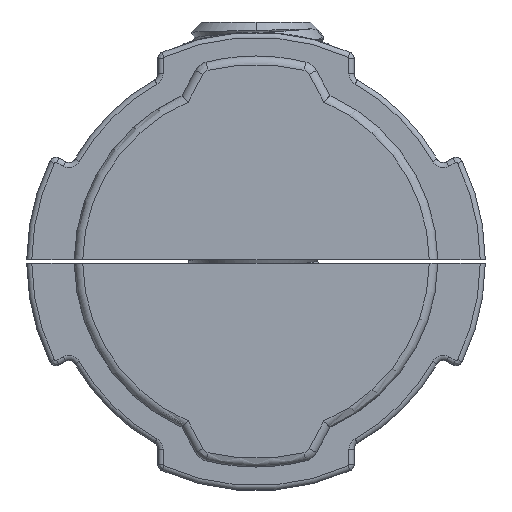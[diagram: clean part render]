
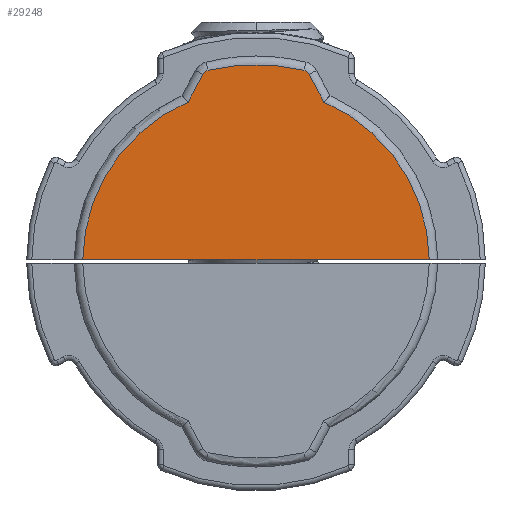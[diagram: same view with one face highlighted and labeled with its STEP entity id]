
A CAD part, left-side view. The second image highlights one B-rep face of the part: STEP entity #29248.
In plain terms, the highlighted planar face has unit normal (-1, 0, 0).
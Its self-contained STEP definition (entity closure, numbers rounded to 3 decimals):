
#99 = EDGE_CURVE ( 'NONE', #26231, #28585, #17521, .T. ) ;
#678 = ORIENTED_EDGE ( 'NONE', *, *, #15213, .F. ) ;
#2375 = CARTESIAN_POINT ( 'NONE',  ( -30.5, 0., 0. ) ) ;
#3147 = CARTESIAN_POINT ( 'NONE',  ( -30.5, 3.997, 9.384 ) ) ;
#4316 = DIRECTION ( 'NONE',  ( 0., 1., 0. ) ) ;
#4782 = CIRCLE ( 'NONE', #23212, 0.5 ) ;
#4808 = CARTESIAN_POINT ( 'NONE',  ( -30.5, -3.127, 11.006 ) ) ;
#5032 = DIRECTION ( 'NONE',  ( 0., -0.473, -0.881 ) ) ;
#5355 = DIRECTION ( 'NONE',  ( 0., 0.881, 0.473 ) ) ;
#5675 = LINE ( 'NONE', #23158, #31400 ) ;
#5716 = CARTESIAN_POINT ( 'NONE',  ( -30.5, 10.2, 0.1 ) ) ;
#6242 = DIRECTION ( 'NONE',  ( 1., 0., 0. ) ) ;
#6364 = ORIENTED_EDGE ( 'NONE', *, *, #99, .F. ) ;
#6809 = EDGE_CURVE ( 'NONE', #26201, #29013, #29412, .T. ) ;
#6864 = AXIS2_PLACEMENT_3D ( 'NONE', #30145, #10270, #20487 ) ;
#7268 = VECTOR ( 'NONE', #13904, 1000. ) ;
#7307 = AXIS2_PLACEMENT_3D ( 'NONE', #11050, #6242, #29077 ) ;
#7439 = DIRECTION ( 'NONE',  ( 0., -0.242, 0.97 ) ) ;
#7791 = EDGE_CURVE ( 'NONE', #29013, #21233, #4782, .T. ) ;
#9105 = DIRECTION ( 'NONE',  ( -1., 0., 0. ) ) ;
#9834 = CIRCLE ( 'NONE', #32398, 0.5 ) ;
#10270 = DIRECTION ( 'NONE',  ( 1., 0., 0. ) ) ;
#10345 = CARTESIAN_POINT ( 'NONE',  ( -30.5, 2.807, 11.255 ) ) ;
#11050 = CARTESIAN_POINT ( 'NONE',  ( -30.5, 0., 0. ) ) ;
#11753 = LINE ( 'NONE', #21781, #18899 ) ;
#13738 = FACE_OUTER_BOUND ( 'NONE', #29026, .T. ) ;
#13904 = DIRECTION ( 'NONE',  ( 0., -0.473, 0.881 ) ) ;
#15049 = DIRECTION ( 'NONE',  ( 0., 1., 0.01 ) ) ;
#15213 = EDGE_CURVE ( 'NONE', #28585, #19519, #29167, .T. ) ;
#15259 = CARTESIAN_POINT ( 'NONE',  ( -30.5, 2.686, 10.77 ) ) ;
#15821 = EDGE_CURVE ( 'NONE', #19709, #26231, #11753, .T. ) ;
#16213 = CARTESIAN_POINT ( 'NONE',  ( -30.5, -3.997, 9.384 ) ) ;
#17521 = CIRCLE ( 'NONE', #20662, 10.2 ) ;
#18058 = EDGE_CURVE ( 'NONE', #21112, #19709, #21530, .T. ) ;
#18702 = ORIENTED_EDGE ( 'NONE', *, *, #7791, .F. ) ;
#18899 = VECTOR ( 'NONE', #4316, 1000. ) ;
#19519 = VERTEX_POINT ( 'NONE', #27754 ) ;
#19709 = VERTEX_POINT ( 'NONE', #30829 ) ;
#19818 = CARTESIAN_POINT ( 'NONE',  ( -30.5, -2.686, 10.77 ) ) ;
#20487 = DIRECTION ( 'NONE',  ( 0., 0.242, 0.97 ) ) ;
#20662 = AXIS2_PLACEMENT_3D ( 'NONE', #2375, #32428, #15049 ) ;
#20996 = ORIENTED_EDGE ( 'NONE', *, *, #18058, .F. ) ;
#21112 = VERTEX_POINT ( 'NONE', #16213 ) ;
#21233 = VERTEX_POINT ( 'NONE', #4808 ) ;
#21442 = AXIS2_PLACEMENT_3D ( 'NONE', #31631, #9105, #29154 ) ;
#21480 = PLANE ( 'NONE',  #21442 ) ;
#21530 = CIRCLE ( 'NONE', #7307, 10.2 ) ;
#21739 = ORIENTED_EDGE ( 'NONE', *, *, #15821, .F. ) ;
#21781 = CARTESIAN_POINT ( 'NONE',  ( -30.5, -10.2, 0.1 ) ) ;
#22121 = DIRECTION ( 'NONE',  ( 1., 0., 0. ) ) ;
#23158 = CARTESIAN_POINT ( 'NONE',  ( -30.5, -3.127, 11.006 ) ) ;
#23212 = AXIS2_PLACEMENT_3D ( 'NONE', #19818, #22121, #7439 ) ;
#23251 = EDGE_CURVE ( 'NONE', #19519, #26201, #9834, .T. ) ;
#23638 = CARTESIAN_POINT ( 'NONE',  ( -30.5, 3.997, 9.384 ) ) ;
#23899 = EDGE_CURVE ( 'NONE', #21233, #21112, #5675, .T. ) ;
#24717 = ORIENTED_EDGE ( 'NONE', *, *, #23899, .F. ) ;
#26201 = VERTEX_POINT ( 'NONE', #10345 ) ;
#26231 = VERTEX_POINT ( 'NONE', #5716 ) ;
#27586 = CARTESIAN_POINT ( 'NONE',  ( -30.5, -2.807, 11.255 ) ) ;
#27754 = CARTESIAN_POINT ( 'NONE',  ( -30.5, 3.127, 11.006 ) ) ;
#28585 = VERTEX_POINT ( 'NONE', #3147 ) ;
#29013 = VERTEX_POINT ( 'NONE', #27586 ) ;
#29026 = EDGE_LOOP ( 'NONE', ( #21739, #20996, #24717, #18702, #29385, #31667, #678, #6364 ) ) ;
#29077 = DIRECTION ( 'NONE',  ( 0., -0.392, 0.92 ) ) ;
#29154 = DIRECTION ( 'NONE',  ( 0., 0., 1. ) ) ;
#29167 = LINE ( 'NONE', #23638, #7268 ) ;
#29248 = ADVANCED_FACE ( 'NONE', ( #13738 ), #21480, .T. ) ;
#29385 = ORIENTED_EDGE ( 'NONE', *, *, #6809, .F. ) ;
#29412 = CIRCLE ( 'NONE', #6864, 11.6 ) ;
#30016 = DIRECTION ( 'NONE',  ( 1., 0., 0. ) ) ;
#30145 = CARTESIAN_POINT ( 'NONE',  ( -30.5, 0., 0. ) ) ;
#30829 = CARTESIAN_POINT ( 'NONE',  ( -30.5, -10.2, 0.1 ) ) ;
#31400 = VECTOR ( 'NONE', #5032, 1000. ) ;
#31631 = CARTESIAN_POINT ( 'NONE',  ( -30.5, 0., 0. ) ) ;
#31667 = ORIENTED_EDGE ( 'NONE', *, *, #23251, .F. ) ;
#32398 = AXIS2_PLACEMENT_3D ( 'NONE', #15259, #30016, #5355 ) ;
#32428 = DIRECTION ( 'NONE',  ( 1., 0., 0. ) ) ;
